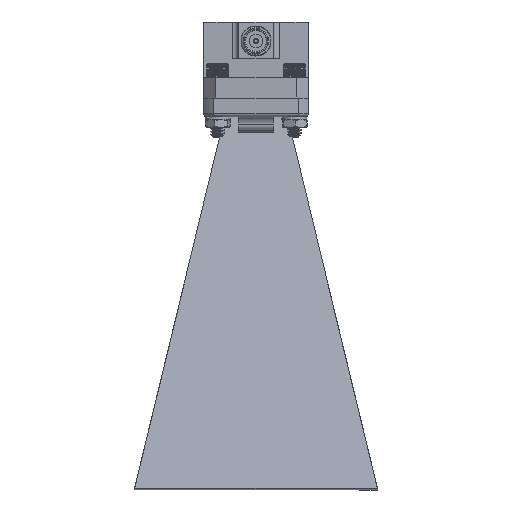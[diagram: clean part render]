
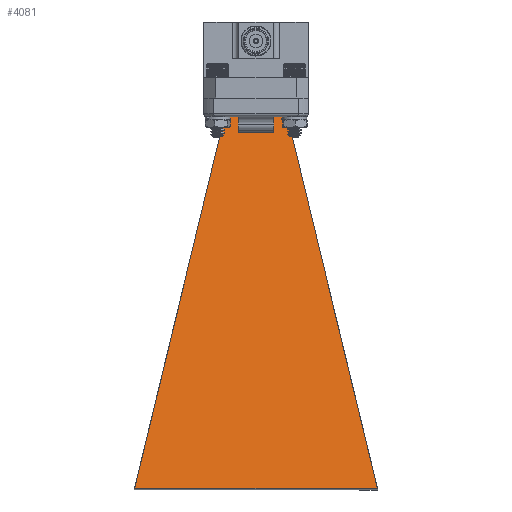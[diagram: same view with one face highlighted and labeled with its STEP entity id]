
A CAD part, top view. The second image highlights one B-rep face of the part: STEP entity #4081.
In plain terms, the highlighted face is planar.
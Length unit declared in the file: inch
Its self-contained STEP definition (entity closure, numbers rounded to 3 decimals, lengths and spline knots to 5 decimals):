
#147 = CARTESIAN_POINT ( 'NONE',  ( -0.02172, -0.11276, 0.149 ) ) ;
#347 = VERTEX_POINT ( 'NONE', #7152 ) ;
#474 = CARTESIAN_POINT ( 'NONE',  ( 0.156, -0.147, -0.262 ) ) ;
#507 = CARTESIAN_POINT ( 'NONE',  ( 0.285, -0.17185, 0.149 ) ) ;
#768 = EDGE_CURVE ( 'NONE', #6002, #10469, #16254, .T. ) ;
#811 = FACE_OUTER_BOUND ( 'NONE', #12839, .T. ) ;
#1098 = VERTEX_POINT ( 'NONE', #4499 ) ;
#1469 = VECTOR ( 'NONE', #8437, 39.37008 ) ;
#1730 = ORIENTED_EDGE ( 'NONE', *, *, #18273, .F. ) ;
#2061 = LINE ( 'NONE', #5054, #10162 ) ;
#2689 = VECTOR ( 'NONE', #7772, 39.37008 ) ;
#2701 = DIRECTION ( 'NONE',  ( 0., 0., -1. ) ) ;
#2848 = LINE ( 'NONE', #8081, #7601 ) ;
#3298 = EDGE_CURVE ( 'NONE', #347, #5895, #2848, .T. ) ;
#3721 = DIRECTION ( 'NONE',  ( -0.189, -0.982, 0. ) ) ;
#3915 = ORIENTED_EDGE ( 'NONE', *, *, #768, .F. ) ;
#4081 = ADVANCED_FACE ( 'NONE', ( #811 ), #18083, .T. ) ;
#4467 = DIRECTION ( 'NONE',  ( -0.982, 0.189, 0. ) ) ;
#4499 = CARTESIAN_POINT ( 'NONE',  ( 0.285, -0.17185, -0.149 ) ) ;
#4591 = ORIENTED_EDGE ( 'NONE', *, *, #11238, .T. ) ;
#4596 = ORIENTED_EDGE ( 'NONE', *, *, #10556, .F. ) ;
#4997 = LINE ( 'NONE', #18535, #5212 ) ;
#5054 = CARTESIAN_POINT ( 'NONE',  ( 0.156, -0.147, 1.0928 ) ) ;
#5212 = VECTOR ( 'NONE', #2701, 39.37008 ) ;
#5895 = VERTEX_POINT ( 'NONE', #474 ) ;
#5957 = LINE ( 'NONE', #9133, #7061 ) ;
#6002 = VERTEX_POINT ( 'NONE', #15130 ) ;
#6623 = DIRECTION ( 'NONE',  ( 0.982, -0.189, 0. ) ) ;
#6792 = CARTESIAN_POINT ( 'NONE',  ( 0.17155, -0.15, 0.26577 ) ) ;
#7061 = VECTOR ( 'NONE', #10498, 39.37008 ) ;
#7152 = CARTESIAN_POINT ( 'NONE',  ( 3.25917, -0.74486, -1.01413 ) ) ;
#7461 = VERTEX_POINT ( 'NONE', #13382 ) ;
#7601 = VECTOR ( 'NONE', #14081, 39.37008 ) ;
#7772 = DIRECTION ( 'NONE',  ( 0., 0., -1. ) ) ;
#7889 = VECTOR ( 'NONE', #9680, 39.37008 ) ;
#8081 = CARTESIAN_POINT ( 'NONE',  ( -0.31184, -0.05686, -0.14861 ) ) ;
#8437 = DIRECTION ( 'NONE',  ( 0., 0., -1. ) ) ;
#8988 = ORIENTED_EDGE ( 'NONE', *, *, #9912, .T. ) ;
#9133 = CARTESIAN_POINT ( 'NONE',  ( -0.02172, -0.11276, -0.149 ) ) ;
#9680 = DIRECTION ( 'NONE',  ( 0.955, -0.184, 0.232 ) ) ;
#9812 = ORIENTED_EDGE ( 'NONE', *, *, #14586, .T. ) ;
#9912 = EDGE_CURVE ( 'NONE', #7461, #5895, #17152, .T. ) ;
#10162 = VECTOR ( 'NONE', #11062, 39.37008 ) ;
#10436 = VERTEX_POINT ( 'NONE', #16005 ) ;
#10469 = VERTEX_POINT ( 'NONE', #11589 ) ;
#10498 = DIRECTION ( 'NONE',  ( -0.982, 0.189, 0. ) ) ;
#10556 = EDGE_CURVE ( 'NONE', #16438, #10436, #12201, .T. ) ;
#10654 = EDGE_CURVE ( 'NONE', #1098, #7461, #5957, .T. ) ;
#10900 = ORIENTED_EDGE ( 'NONE', *, *, #3298, .F. ) ;
#11062 = DIRECTION ( 'NONE',  ( 0., 0., -1. ) ) ;
#11238 = EDGE_CURVE ( 'NONE', #6002, #10436, #2061, .T. ) ;
#11589 = CARTESIAN_POINT ( 'NONE',  ( 3.25917, -0.74486, 1.01413 ) ) ;
#12201 = LINE ( 'NONE', #147, #14745 ) ;
#12839 = EDGE_LOOP ( 'NONE', ( #10900, #1730, #3915, #4591, #4596, #9812, #13172, #8988 ) ) ;
#12924 = CARTESIAN_POINT ( 'NONE',  ( 3.25917, -0.74486, 1.0928 ) ) ;
#13067 = AXIS2_PLACEMENT_3D ( 'NONE', #18196, #3721, #6623 ) ;
#13172 = ORIENTED_EDGE ( 'NONE', *, *, #10654, .T. ) ;
#13382 = CARTESIAN_POINT ( 'NONE',  ( 0.156, -0.147, -0.149 ) ) ;
#14081 = DIRECTION ( 'NONE',  ( -0.955, 0.184, 0.232 ) ) ;
#14586 = EDGE_CURVE ( 'NONE', #16438, #1098, #4997, .T. ) ;
#14596 = LINE ( 'NONE', #12924, #1469 ) ;
#14745 = VECTOR ( 'NONE', #4467, 39.37008 ) ;
#15130 = CARTESIAN_POINT ( 'NONE',  ( 0.156, -0.147, 0.262 ) ) ;
#16005 = CARTESIAN_POINT ( 'NONE',  ( 0.156, -0.147, 0.149 ) ) ;
#16254 = LINE ( 'NONE', #6792, #7889 ) ;
#16358 = CARTESIAN_POINT ( 'NONE',  ( 0.156, -0.147, 1.0928 ) ) ;
#16438 = VERTEX_POINT ( 'NONE', #507 ) ;
#17152 = LINE ( 'NONE', #16358, #2689 ) ;
#18083 = PLANE ( 'NONE',  #13067 ) ;
#18196 = CARTESIAN_POINT ( 'NONE',  ( -0.02172, -0.11276, 1.0928 ) ) ;
#18273 = EDGE_CURVE ( 'NONE', #10469, #347, #14596, .T. ) ;
#18535 = CARTESIAN_POINT ( 'NONE',  ( 0.285, -0.17185, 0.149 ) ) ;
